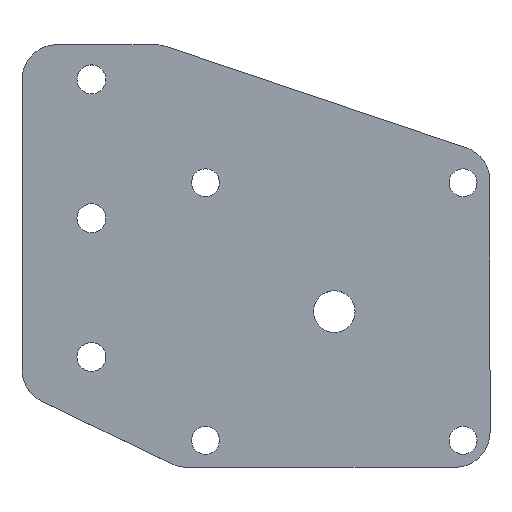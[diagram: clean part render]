
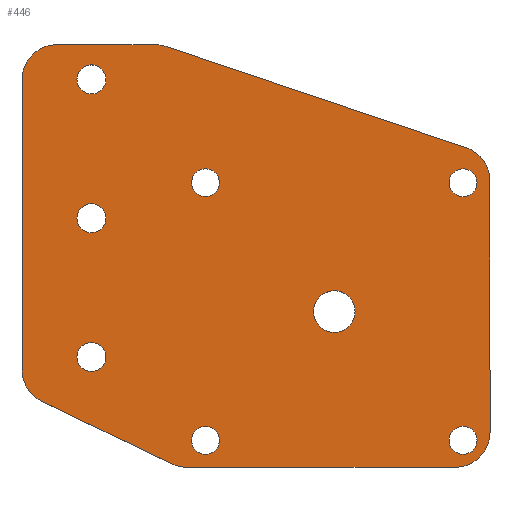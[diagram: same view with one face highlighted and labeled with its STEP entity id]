
A CAD part, top view. The second image highlights one B-rep face of the part: STEP entity #446.
In plain terms, the highlighted planar face has unit normal (0, 0, 1).
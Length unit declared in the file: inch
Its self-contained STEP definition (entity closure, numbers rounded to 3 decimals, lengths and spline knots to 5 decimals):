
#23=FACE_BOUND('',#91,.T.);
#24=FACE_BOUND('',#92,.T.);
#25=FACE_BOUND('',#93,.T.);
#26=FACE_BOUND('',#94,.T.);
#27=FACE_BOUND('',#95,.T.);
#28=FACE_BOUND('',#96,.T.);
#29=FACE_BOUND('',#97,.T.);
#30=FACE_BOUND('',#98,.T.);
#38=PLANE('',#518);
#60=FACE_OUTER_BOUND('',#90,.T.);
#90=EDGE_LOOP('',(#391,#392,#393,#394,#395,#396,#397,#398,#399,#400,#401,
#402));
#91=EDGE_LOOP('',(#403));
#92=EDGE_LOOP('',(#404));
#93=EDGE_LOOP('',(#405));
#94=EDGE_LOOP('',(#406));
#95=EDGE_LOOP('',(#407));
#96=EDGE_LOOP('',(#408));
#97=EDGE_LOOP('',(#409));
#98=EDGE_LOOP('',(#410));
#103=LINE('',#668,#135);
#111=LINE('',#712,#143);
#114=LINE('',#720,#146);
#117=LINE('',#728,#149);
#120=LINE('',#736,#152);
#130=LINE('',#774,#162);
#135=VECTOR('',#533,0.3937);
#143=VECTOR('',#575,0.3937);
#146=VECTOR('',#584,0.3937);
#149=VECTOR('',#593,0.3937);
#152=VECTOR('',#602,0.3937);
#162=VECTOR('',#650,0.3937);
#163=CIRCLE('',#470,0.25);
#178=CIRCLE('',#488,0.25);
#179=CIRCLE('',#491,0.25);
#180=CIRCLE('',#494,0.25);
#181=CIRCLE('',#497,0.25);
#182=CIRCLE('',#500,0.25);
#183=CIRCLE('',#502,0.1005);
#184=CIRCLE('',#504,0.15);
#185=CIRCLE('',#506,0.1045);
#186=CIRCLE('',#508,0.1045);
#187=CIRCLE('',#510,0.1045);
#188=CIRCLE('',#512,0.1005);
#189=CIRCLE('',#514,0.1005);
#190=CIRCLE('',#516,0.1005);
#191=VERTEX_POINT('',#655);
#192=VERTEX_POINT('',#656);
#196=VERTEX_POINT('',#666);
#214=VERTEX_POINT('',#706);
#215=VERTEX_POINT('',#710);
#216=VERTEX_POINT('',#714);
#217=VERTEX_POINT('',#718);
#218=VERTEX_POINT('',#722);
#219=VERTEX_POINT('',#726);
#220=VERTEX_POINT('',#730);
#221=VERTEX_POINT('',#731);
#222=VERTEX_POINT('',#738);
#223=VERTEX_POINT('',#742);
#224=VERTEX_POINT('',#746);
#225=VERTEX_POINT('',#750);
#226=VERTEX_POINT('',#754);
#227=VERTEX_POINT('',#758);
#228=VERTEX_POINT('',#762);
#229=VERTEX_POINT('',#766);
#230=VERTEX_POINT('',#770);
#231=EDGE_CURVE('',#191,#192,#163,.T.);
#237=EDGE_CURVE('',#191,#196,#103,.T.);
#256=EDGE_CURVE('',#214,#196,#178,.T.);
#259=EDGE_CURVE('',#214,#215,#111,.T.);
#260=EDGE_CURVE('',#216,#215,#179,.T.);
#263=EDGE_CURVE('',#216,#217,#114,.T.);
#264=EDGE_CURVE('',#218,#217,#180,.T.);
#267=EDGE_CURVE('',#218,#219,#117,.T.);
#268=EDGE_CURVE('',#220,#221,#181,.T.);
#271=EDGE_CURVE('',#220,#192,#120,.T.);
#272=EDGE_CURVE('',#222,#219,#182,.T.);
#274=EDGE_CURVE('',#223,#223,#183,.T.);
#276=EDGE_CURVE('',#224,#224,#184,.T.);
#278=EDGE_CURVE('',#225,#225,#185,.T.);
#280=EDGE_CURVE('',#226,#226,#186,.T.);
#282=EDGE_CURVE('',#227,#227,#187,.T.);
#284=EDGE_CURVE('',#228,#228,#188,.T.);
#286=EDGE_CURVE('',#229,#229,#189,.T.);
#288=EDGE_CURVE('',#230,#230,#190,.T.);
#290=EDGE_CURVE('',#222,#221,#130,.T.);
#391=ORIENTED_EDGE('',*,*,#231,.F.);
#392=ORIENTED_EDGE('',*,*,#237,.T.);
#393=ORIENTED_EDGE('',*,*,#256,.F.);
#394=ORIENTED_EDGE('',*,*,#259,.T.);
#395=ORIENTED_EDGE('',*,*,#260,.F.);
#396=ORIENTED_EDGE('',*,*,#263,.T.);
#397=ORIENTED_EDGE('',*,*,#264,.F.);
#398=ORIENTED_EDGE('',*,*,#267,.T.);
#399=ORIENTED_EDGE('',*,*,#272,.F.);
#400=ORIENTED_EDGE('',*,*,#290,.T.);
#401=ORIENTED_EDGE('',*,*,#268,.F.);
#402=ORIENTED_EDGE('',*,*,#271,.T.);
#403=ORIENTED_EDGE('',*,*,#288,.T.);
#404=ORIENTED_EDGE('',*,*,#286,.T.);
#405=ORIENTED_EDGE('',*,*,#284,.T.);
#406=ORIENTED_EDGE('',*,*,#282,.T.);
#407=ORIENTED_EDGE('',*,*,#280,.T.);
#408=ORIENTED_EDGE('',*,*,#278,.T.);
#409=ORIENTED_EDGE('',*,*,#276,.T.);
#410=ORIENTED_EDGE('',*,*,#274,.T.);
#446=ADVANCED_FACE('',(#60,#23,#24,#25,#26,#27,#28,#29,#30),#38,.T.);
#470=AXIS2_PLACEMENT_3D('',#657,#523,#524);
#488=AXIS2_PLACEMENT_3D('',#707,#569,#570);
#491=AXIS2_PLACEMENT_3D('',#715,#578,#579);
#494=AXIS2_PLACEMENT_3D('',#723,#587,#588);
#497=AXIS2_PLACEMENT_3D('',#732,#596,#597);
#500=AXIS2_PLACEMENT_3D('',#739,#605,#606);
#502=AXIS2_PLACEMENT_3D('',#743,#610,#611);
#504=AXIS2_PLACEMENT_3D('',#747,#615,#616);
#506=AXIS2_PLACEMENT_3D('',#751,#620,#621);
#508=AXIS2_PLACEMENT_3D('',#755,#625,#626);
#510=AXIS2_PLACEMENT_3D('',#759,#630,#631);
#512=AXIS2_PLACEMENT_3D('',#763,#635,#636);
#514=AXIS2_PLACEMENT_3D('',#767,#640,#641);
#516=AXIS2_PLACEMENT_3D('',#771,#645,#646);
#518=AXIS2_PLACEMENT_3D('',#775,#651,#652);
#523=DIRECTION('center_axis',(0.,0.,-1.));
#524=DIRECTION('ref_axis',(-0.847,-0.532,0.));
#533=DIRECTION('',(0.9,-0.435,0.));
#569=DIRECTION('center_axis',(0.,0.,-1.));
#570=DIRECTION('ref_axis',(-0.223,-0.975,0.));
#575=DIRECTION('',(1.,0.,0.));
#578=DIRECTION('center_axis',(0.,0.,-1.));
#579=DIRECTION('ref_axis',(0.707,-0.707,0.));
#584=DIRECTION('',(0.,1.,0.));
#587=DIRECTION('center_axis',(0.,0.,-1.));
#588=DIRECTION('ref_axis',(0.812,0.583,0.));
#593=DIRECTION('',(-0.947,0.32,0.));
#596=DIRECTION('center_axis',(0.,0.,-1.));
#597=DIRECTION('ref_axis',(-0.707,0.707,0.));
#602=DIRECTION('',(0.,-1.,0.));
#605=DIRECTION('center_axis',(0.,0.,-1.));
#606=DIRECTION('ref_axis',(0.162,0.987,0.));
#610=DIRECTION('center_axis',(0.,0.,-1.));
#611=DIRECTION('ref_axis',(-1.,0.,0.));
#615=DIRECTION('center_axis',(0.,0.,-1.));
#616=DIRECTION('ref_axis',(-1.,0.,0.));
#620=DIRECTION('center_axis',(0.,0.,-1.));
#621=DIRECTION('ref_axis',(-1.,0.,0.));
#625=DIRECTION('center_axis',(0.,0.,-1.));
#626=DIRECTION('ref_axis',(-1.,0.,0.));
#630=DIRECTION('center_axis',(0.,0.,-1.));
#631=DIRECTION('ref_axis',(-1.,0.,0.));
#635=DIRECTION('center_axis',(0.,0.,-1.));
#636=DIRECTION('ref_axis',(-1.,0.,0.));
#640=DIRECTION('center_axis',(0.,0.,-1.));
#641=DIRECTION('ref_axis',(-1.,0.,0.));
#645=DIRECTION('center_axis',(0.,0.,-1.));
#646=DIRECTION('ref_axis',(-1.,0.,0.));
#650=DIRECTION('',(-1.,0.,0.));
#651=DIRECTION('center_axis',(0.,0.,1.));
#652=DIRECTION('ref_axis',(1.,0.,0.));
#655=CARTESIAN_POINT('',(-2.54272,-1.59886,0.125));
#656=CARTESIAN_POINT('',(-2.684,-1.37374,0.125));
#657=CARTESIAN_POINT('Origin',(-2.434,-1.37374,0.125));
#666=CARTESIAN_POINT('',(-1.60751,-2.05052,0.125));
#668=CARTESIAN_POINT('',(-2.684,-1.53063,0.125));
#706=CARTESIAN_POINT('',(-1.49879,-2.0754,0.125));
#707=CARTESIAN_POINT('Origin',(-1.49879,-1.8254,0.125));
#710=CARTESIAN_POINT('',(0.438,-2.0754,0.125));
#712=CARTESIAN_POINT('',(-1.556,-2.0754,0.125));
#714=CARTESIAN_POINT('',(0.688,-1.8254,0.125));
#715=CARTESIAN_POINT('Origin',(0.438,-1.8254,0.125));
#718=CARTESIAN_POINT('',(0.688,-0.01086,0.125));
#720=CARTESIAN_POINT('',(0.688,-2.0754,0.125));
#722=CARTESIAN_POINT('',(0.51797,0.226,0.125));
#723=CARTESIAN_POINT('Origin',(0.438,-0.01086,0.125));
#726=CARTESIAN_POINT('',(-1.64509,0.95623,0.125));
#728=CARTESIAN_POINT('',(0.688,0.1686,0.125));
#730=CARTESIAN_POINT('',(-2.684,0.71937,0.125));
#731=CARTESIAN_POINT('',(-2.434,0.96937,0.125));
#732=CARTESIAN_POINT('Origin',(-2.434,0.71937,0.125));
#736=CARTESIAN_POINT('',(-2.684,0.96937,0.125));
#738=CARTESIAN_POINT('',(-1.72506,0.96937,0.125));
#739=CARTESIAN_POINT('Origin',(-1.72506,0.71937,0.125));
#742=CARTESIAN_POINT('',(-1.26146,-1.88136,0.125));
#743=CARTESIAN_POINT('Origin',(-1.36196,-1.88136,0.125));
#746=CARTESIAN_POINT('',(-0.284,-0.9534,0.125));
#747=CARTESIAN_POINT('Origin',(-0.434,-0.9534,0.125));
#750=CARTESIAN_POINT('',(-2.0795,-0.28063,0.125));
#751=CARTESIAN_POINT('Origin',(-2.184,-0.28063,0.125));
#754=CARTESIAN_POINT('',(-2.0795,-1.28063,0.125));
#755=CARTESIAN_POINT('Origin',(-2.184,-1.28063,0.125));
#758=CARTESIAN_POINT('',(-2.0795,0.71937,0.125));
#759=CARTESIAN_POINT('Origin',(-2.184,0.71937,0.125));
#762=CARTESIAN_POINT('',(-1.26146,-0.02544,0.125));
#763=CARTESIAN_POINT('Origin',(-1.36196,-0.02544,0.125));
#766=CARTESIAN_POINT('',(0.59446,-1.88136,0.125));
#767=CARTESIAN_POINT('Origin',(0.49396,-1.88136,0.125));
#770=CARTESIAN_POINT('',(0.59446,-0.02544,0.125));
#771=CARTESIAN_POINT('Origin',(0.49396,-0.02544,0.125));
#774=CARTESIAN_POINT('',(-1.684,0.96937,0.125));
#775=CARTESIAN_POINT('Origin',(-0.998,-0.55302,0.125));
